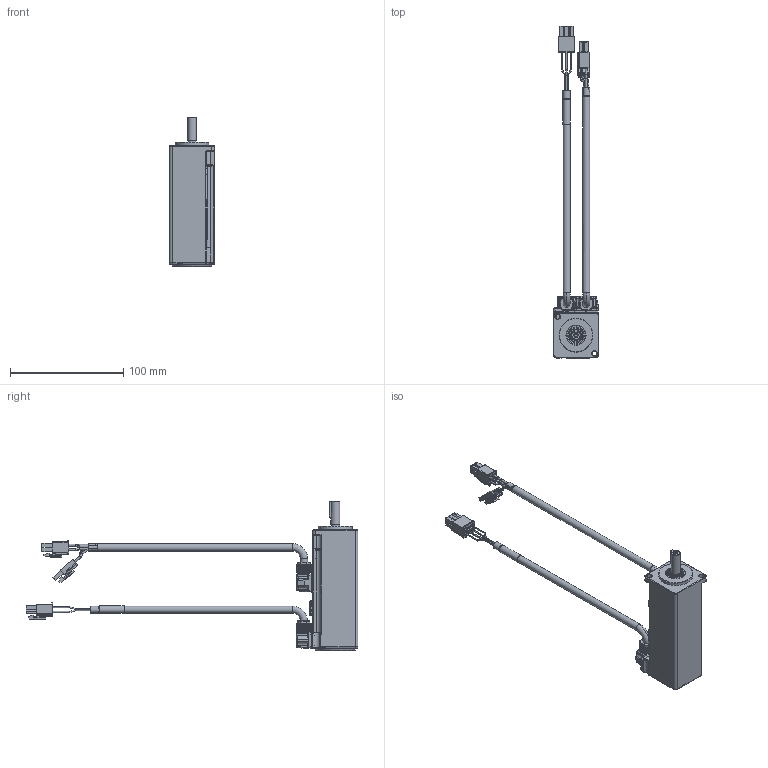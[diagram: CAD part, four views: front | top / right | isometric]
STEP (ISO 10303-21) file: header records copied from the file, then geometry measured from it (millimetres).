
FILE_DESCRIPTION( ('This file contains a STEP AP42 implementation' ,'as created by ZW3D STEP Interface translator.') ,'2;1' );
FILE_NAME( 'MH010H-B2L.stp' ,'22 9 3.1418 2', (''), ('ZWCAD Software Co.'), 'Version 1.0', 'ZW3D to STEP translator', '' );
FILE_SCHEMA(('AUTOMOTIVE_DESIGN { 1 0 10303 214 1 1 1 1 }'));
Length unit declared in the file: millimetre
Products named in the file (1): 0
Bounding box: 40 x 293.45 x 132.1 mm (x, y, z)
Volume: 192133.5 mm3; surface area: 40033.8 mm2
Topology: 1 solids, 1 shells, 2145 faces, 5775 edges, 3702 vertices
Faces by surface type: plane 1138, cylinder 523, bspline 294, sphere 84, cone 72, torus 34
Full cylindrical faces by diameter (mm): 0.98 x18, 1.76 x7, 2.5 x11, 2.6 x6, 3 x11, 3.1 x1, 3.5 x16, 4 x8, 4.3 x6, 4.8 x4, 5.8 x1, 6.2 x1, 6.3 x1, 6.5 x3, 7.8 x1, 8 x1, 8.9 x1, 9.4 x1, 9.8 x1, 11.8 x2, 14.2 x1, 17 x1, 30 x1
Entity records: 77234 total; most frequent: CARTESIAN_POINT 22986, ORIENTED_EDGE 11530, DIRECTION 10117, EDGE_CURVE 5765, VERTEX_POINT 3702, VECTOR 3469, LINE 3469, AXIS2_PLACEMENT_3D 3324
